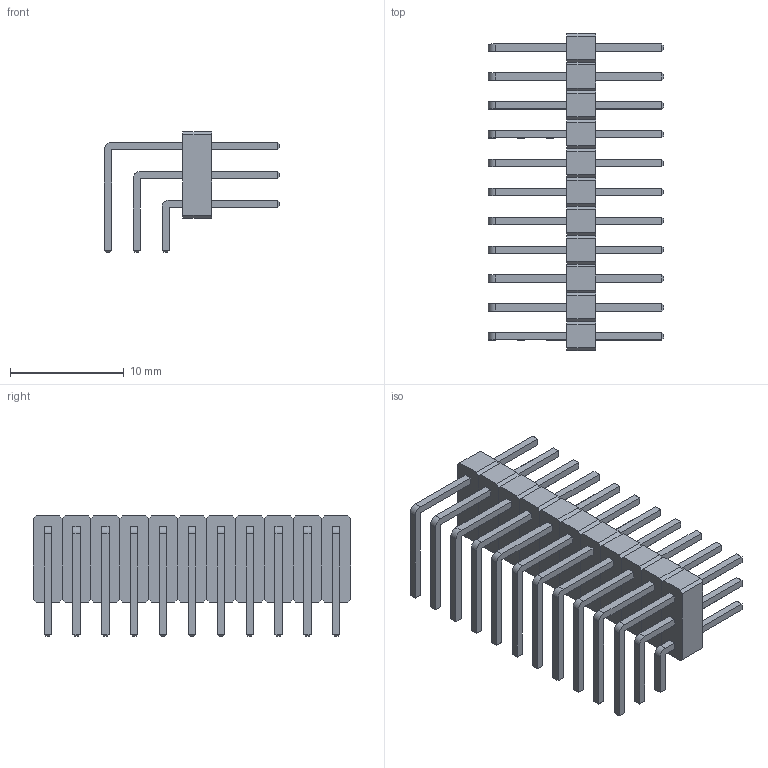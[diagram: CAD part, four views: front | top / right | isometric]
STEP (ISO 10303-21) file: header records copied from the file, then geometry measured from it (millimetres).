
FILE_DESCRIPTION(('FreeCAD Model'),'2;1');
FILE_NAME('Open CASCADE Shape Model','2022-01-07T05:03:45',( 'kicad StepUp'),('ksu MCAD'),'Open CASCADE STEP processor 7.5', 'FreeCAD','Unknown');
FILE_SCHEMA(('AUTOMOTIVE_DESIGN { 1 0 10303 214 1 1 1 1 }'));
Length unit declared in the file: millimetre
Products named in the file (1): PinHeader_3x11_P2.54mm_Horizontal
Bounding box: 15.44 x 27.94 x 10.62 mm (x, y, z)
Volume: 761.3 mm3; surface area: 2796.5 mm2
Topology: 44 solids, 44 shells, 803 faces, 1881 edges, 1166 vertices
Faces by surface type: plane 770, cylinder 33
Entity records: 28247 total; most frequent: CARTESIAN_POINT 3851, ORIENTED_EDGE 3762, DIRECTION 3555, EDGE_CURVE 1881, LINE 1815, VECTOR 1815, VERTEX_POINT 1166, AXIS2_PLACEMENT_3D 870
